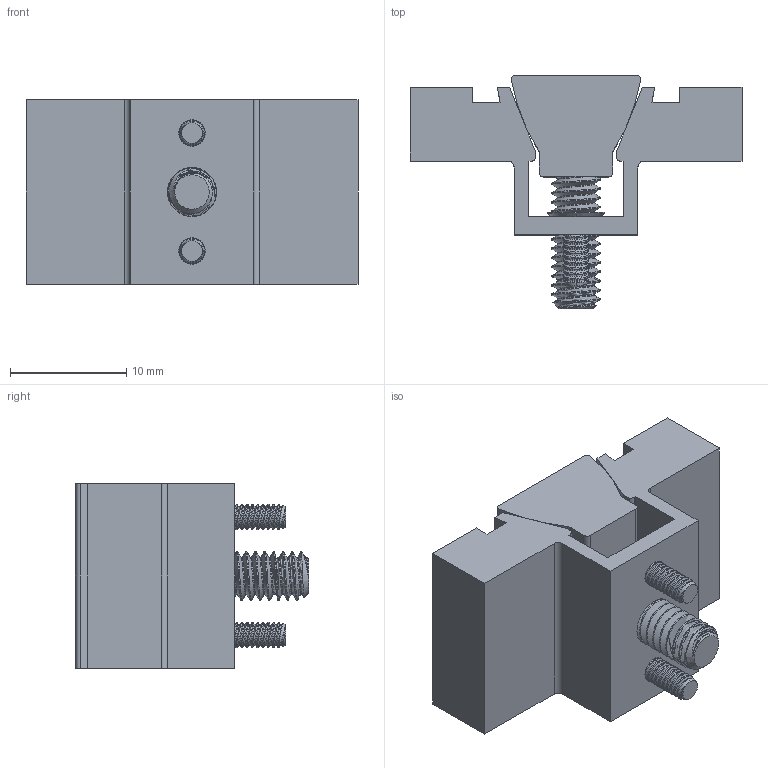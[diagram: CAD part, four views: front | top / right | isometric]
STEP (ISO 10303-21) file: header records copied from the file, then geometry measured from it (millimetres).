
FILE_DESCRIPTION (( 'STEP AP214' ), '1' );
FILE_NAME ('60055.STEP', '2017-08-03T19:26:14', ( 'Mike W' ), ( '' ), 'SwSTEP 2.0', 'SolidWorks 2017', '' );
FILE_SCHEMA (( 'AUTOMOTIVE_DESIGN' ));
Length unit declared in the file: inch
Products named in the file (5): 25614 FHCS_25614 FHCS; 605001_605001; 60310_60310; 60140_60140; 60055
Assembly tree (5 placements, depth 2):
  60055
    60140_60140
    60310_60310
    605001_605001
    25614 FHCS_25614 FHCS  x2
Bounding box: 28.57 x 20.07 x 15.88 mm (x, y, z)
Volume: 3593.2 mm3; surface area: 3534.8 mm2
Topology: 5 solids, 5 shells, 410 faces, 966 edges, 571 vertices
Faces by surface type: cylinder 190, cone 131, plane 83, torus 4, bspline 2
Entity records: 11171 total; most frequent: CARTESIAN_POINT 4666, ORIENTED_EDGE 1428, DIRECTION 1215, EDGE_CURVE 714, AXIS2_PLACEMENT_3D 448, VERTEX_POINT 436, VECTOR 319, LINE 319
